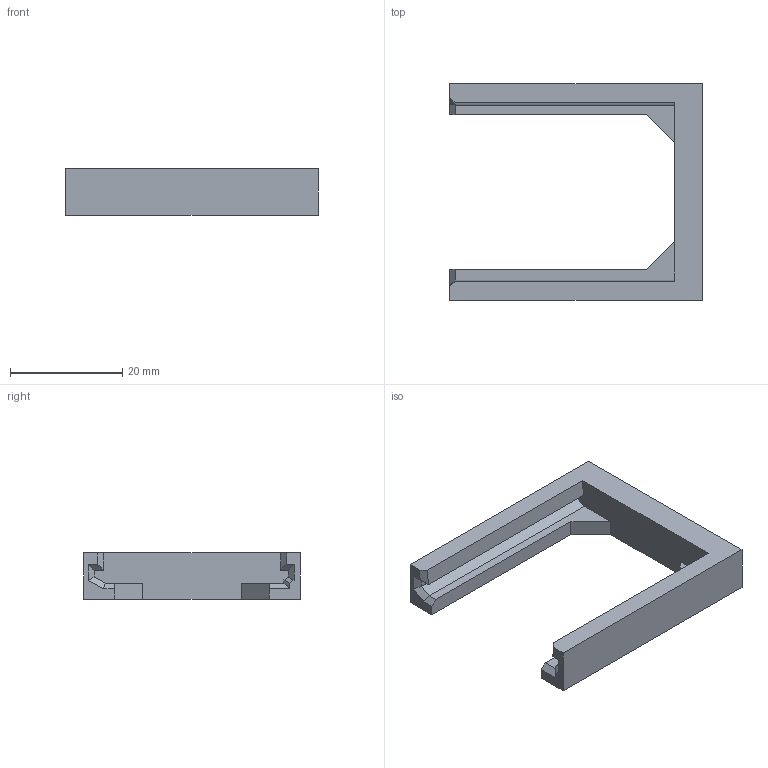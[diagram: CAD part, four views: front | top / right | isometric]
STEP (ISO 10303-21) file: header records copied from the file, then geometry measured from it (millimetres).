
FILE_DESCRIPTION(/* description */ (''),/* implementation_level */ '2;1');
FILE_NAME(/* name */ 'retaining-sled.step',/* time_stamp */ '2023-08-06T13:48:46-07:00',/* author */ (''),/* organization */ (''),/* preprocessor_version */ 'ST-DEVELOPER v19.2',/* originating_system */ 'Autodesk Translation Framework v12.6.0.85',/* authorisation */ '');
FILE_SCHEMA (('AUTOMOTIVE_DESIGN { 1 0 10303 214 3 1 1 }'));
Length unit declared in the file: millimetre
Products named in the file (2): pogo programmer; RETAINING-CLIP
Assembly tree (1 placements, depth 2):
  pogo programmer
    RETAINING-CLIP
Bounding box: 45 x 38.53 x 8.25 mm (x, y, z)
Volume: 4204.8 mm3; surface area: 3523.3 mm2
Topology: 1 solids, 1 shells, 34 faces, 87 edges, 55 vertices
Faces by surface type: plane 34
Entity records: 1052 total; most frequent: CARTESIAN_POINT 179, ORIENTED_EDGE 174, DIRECTION 161, LINE 87, VECTOR 87, EDGE_CURVE 87, VERTEX_POINT 55, AXIS2_PLACEMENT_3D 37
